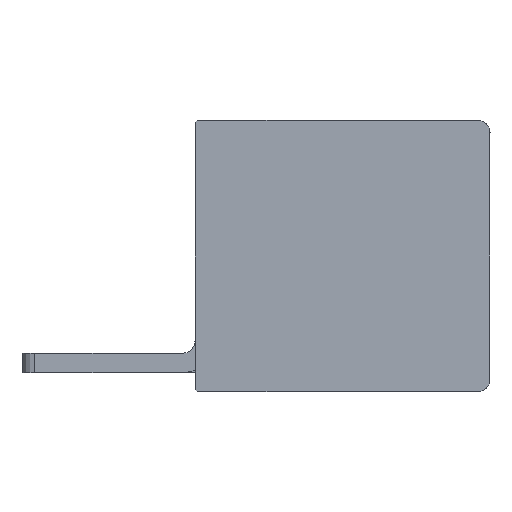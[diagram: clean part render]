
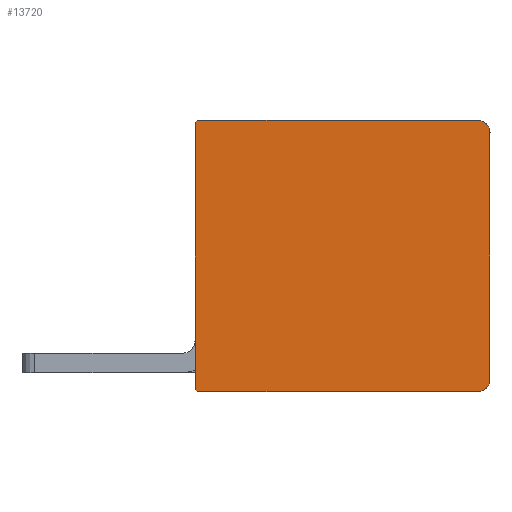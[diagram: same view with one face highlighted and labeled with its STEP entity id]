
A CAD part, left-side view. The second image highlights one B-rep face of the part: STEP entity #13720.
In plain terms, the highlighted planar face has unit normal (-1, 0, 0).
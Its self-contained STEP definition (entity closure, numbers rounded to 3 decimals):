
#13645=CARTESIAN_POINT('',(-211.998,121.339,279.786));
#13646=DIRECTION('',(-1.0,0.0,0.0));
#13647=DIRECTION('',(0.0,0.0,1.0));
#13648=AXIS2_PLACEMENT_3D('',#13645,#13646,#13647);
#13649=PLANE('',#13648);
#13650=CARTESIAN_POINT('',(-211.998,252.825,176.786));
#13651=VERTEX_POINT('',#13650);
#13652=CARTESIAN_POINT('',(-211.998,252.825,382.786));
#13653=VERTEX_POINT('',#13652);
#13654=CARTESIAN_POINT('',(-211.998,252.825,176.786));
#13655=DIRECTION('',(0.,0.,1.0));
#13656=VECTOR('',#13655,206.);
#13657=LINE('',#13654,#13656);
#13658=EDGE_CURVE('',#13651,#13653,#13657,.T.);
#13659=ORIENTED_EDGE('',*,*,#13658,.F.);
#13660=CARTESIAN_POINT('',(-211.998,249.825,173.786));
#13661=VERTEX_POINT('',#13660);
#13662=CARTESIAN_POINT('',(-211.998,249.825,176.786));
#13663=DIRECTION('',(1.0,0.0,0.0));
#13664=DIRECTION('',(0.0,0.707,-0.707));
#13665=AXIS2_PLACEMENT_3D('',#13662,#13663,#13664);
#13666=CIRCLE('',#13665,3.0);
#13667=EDGE_CURVE('',#13661,#13651,#13666,.T.);
#13668=ORIENTED_EDGE('',*,*,#13667,.F.);
#13669=CARTESIAN_POINT('',(-211.998,32.825,173.786));
#13670=VERTEX_POINT('',#13669);
#13671=CARTESIAN_POINT('',(-211.998,32.825,173.786));
#13672=DIRECTION('',(0.,1.0,0.));
#13673=VECTOR('',#13672,217.);
#13674=LINE('',#13671,#13673);
#13675=EDGE_CURVE('',#13670,#13661,#13674,.T.);
#13676=ORIENTED_EDGE('',*,*,#13675,.F.);
#13677=CARTESIAN_POINT('',(-211.998,22.825,183.786));
#13678=VERTEX_POINT('',#13677);
#13679=CARTESIAN_POINT('',(-211.998,32.825,183.786));
#13680=DIRECTION('',(1.0,0.0,0.0));
#13681=DIRECTION('',(0.0,-0.707,-0.707));
#13682=AXIS2_PLACEMENT_3D('',#13679,#13680,#13681);
#13683=CIRCLE('',#13682,10.0);
#13684=EDGE_CURVE('',#13678,#13670,#13683,.T.);
#13685=ORIENTED_EDGE('',*,*,#13684,.F.);
#13686=CARTESIAN_POINT('',(-211.998,22.825,375.786));
#13687=VERTEX_POINT('',#13686);
#13688=CARTESIAN_POINT('',(-211.998,22.825,375.786));
#13689=DIRECTION('',(0.,0.,-1.0));
#13690=VECTOR('',#13689,192.);
#13691=LINE('',#13688,#13690);
#13692=EDGE_CURVE('',#13687,#13678,#13691,.T.);
#13693=ORIENTED_EDGE('',*,*,#13692,.F.);
#13694=CARTESIAN_POINT('',(-211.998,32.825,385.786));
#13695=VERTEX_POINT('',#13694);
#13696=CARTESIAN_POINT('',(-211.998,32.825,375.786));
#13697=DIRECTION('',(1.0,0.0,0.0));
#13698=DIRECTION('',(0.0,-0.707,0.707));
#13699=AXIS2_PLACEMENT_3D('',#13696,#13697,#13698);
#13700=CIRCLE('',#13699,10.0);
#13701=EDGE_CURVE('',#13695,#13687,#13700,.T.);
#13702=ORIENTED_EDGE('',*,*,#13701,.F.);
#13703=CARTESIAN_POINT('',(-211.998,249.825,385.786));
#13704=VERTEX_POINT('',#13703);
#13705=CARTESIAN_POINT('',(-211.998,249.825,385.786));
#13706=DIRECTION('',(0.,-1.0,0.));
#13707=VECTOR('',#13706,217.);
#13708=LINE('',#13705,#13707);
#13709=EDGE_CURVE('',#13704,#13695,#13708,.T.);
#13710=ORIENTED_EDGE('',*,*,#13709,.F.);
#13711=CARTESIAN_POINT('',(-211.998,249.825,382.786));
#13712=DIRECTION('',(1.0,0.0,0.0));
#13713=DIRECTION('',(0.0,0.707,0.707));
#13714=AXIS2_PLACEMENT_3D('',#13711,#13712,#13713);
#13715=CIRCLE('',#13714,3.0);
#13716=EDGE_CURVE('',#13653,#13704,#13715,.T.);
#13717=ORIENTED_EDGE('',*,*,#13716,.F.);
#13718=EDGE_LOOP('',(#13659,#13668,#13676,#13685,#13693,#13702,#13710,#13717));
#13719=FACE_OUTER_BOUND('',#13718,.T.);
#13720=ADVANCED_FACE('',(#13719),#13649,.T.);
